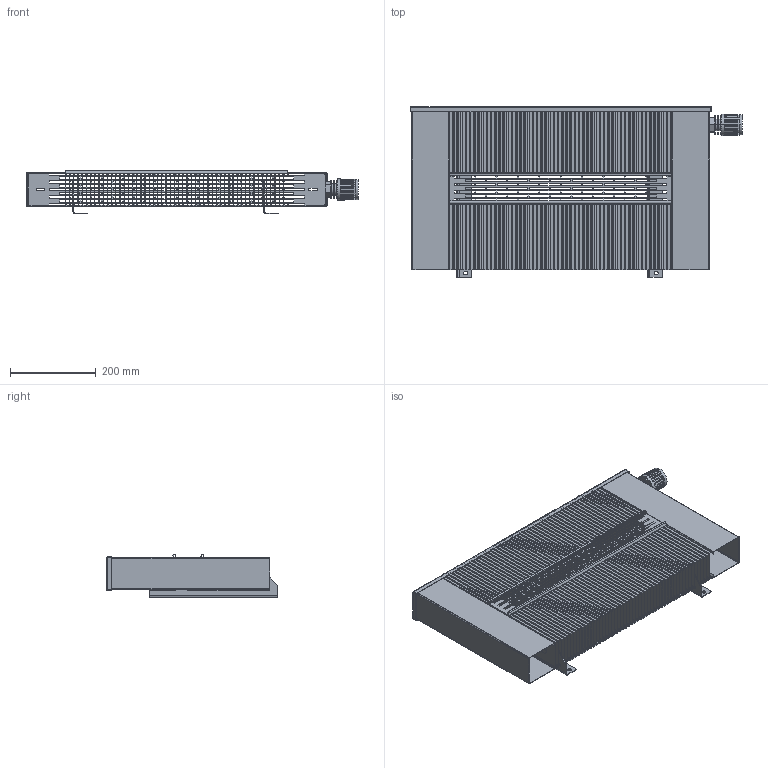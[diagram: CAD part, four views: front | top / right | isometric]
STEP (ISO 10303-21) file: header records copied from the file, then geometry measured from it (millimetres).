
FILE_DESCRIPTION((''),'2;1');
FILE_NAME('_407_700_382_77__ASM','2020-09-14T',('okanashina'),('elara'),'CREO PARAMETRIC BY PTC INC, 2015080','CREO PARAMETRIC BY PTC INC, 2015080','');
FILE_SCHEMA(('AUTOMOTIVE_DESIGN { 1 0 10303 214 1 1 1 1 }'));
Length unit declared in the file: millimetre
Products named in the file (9): PRODUCT_7980; 300_00_400_04__________; 300_00_160_02________; 300_00_380_01_02___________2; PRODUCT_34386; 300_00_380_01_________; PRODUCT_29097; _____407__2_ASM; _407_700_382_77__ASM
Assembly tree (114 placements, depth 3):
  _407_700_382_77__ASM
    _____407__2_ASM
      PRODUCT_7980  x106
      300_00_400_04__________  x2
      300_00_160_02________
      300_00_380_01_02___________2
      PRODUCT_34386
      300_00_380_01_________
      PRODUCT_29097
Bounding box: 776.59 x 399.01 x 102.61 mm (x, y, z)
Volume: 1247664 mm3; surface area: 3949230.8 mm2
Topology: 113 solids, 113 shells, 5633 faces, 16152 edges, 10686 vertices
Faces by surface type: plane 3405, cylinder 2218, bspline 8, cone 2
Entity records: 41294 total; most frequent: CARTESIAN_POINT 7869, ORIENTED_EDGE 6758, DIRECTION 6500, EDGE_CURVE 3379, VECTOR 2908, LINE 2908, VERTEX_POINT 2172, AXIS2_PLACEMENT_3D 1796
